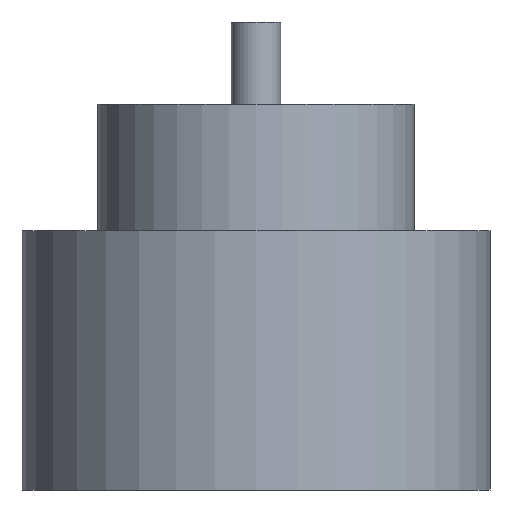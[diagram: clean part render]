
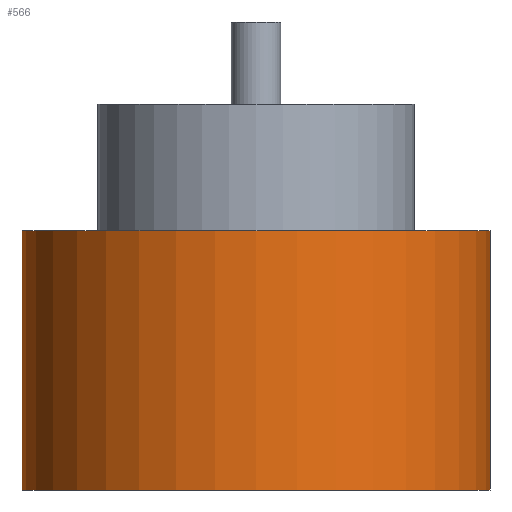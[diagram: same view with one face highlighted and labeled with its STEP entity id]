
A CAD part, front view. The second image highlights one B-rep face of the part: STEP entity #566.
In plain terms, the highlighted cylindrical face has radius 1.85 mm (diameter 3.7 mm), a partial arc.
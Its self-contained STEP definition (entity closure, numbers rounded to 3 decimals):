
#10 = ORIENTED_EDGE ( 'NONE', *, *, #432, .T. ) ;
#11 = VERTEX_POINT ( 'NONE', #319 ) ;
#30 = ORIENTED_EDGE ( 'NONE', *, *, #262, .F. ) ;
#48 = VECTOR ( 'NONE', #277, 1000. ) ;
#58 = CARTESIAN_POINT ( 'NONE',  ( 0., 0., -0.5 ) ) ;
#63 = AXIS2_PLACEMENT_3D ( 'NONE', #679, #739, #857 ) ;
#120 = CARTESIAN_POINT ( 'NONE',  ( 1.85, 0., -0.5 ) ) ;
#134 = DIRECTION ( 'NONE',  ( 1., 0., 0. ) ) ;
#164 = CARTESIAN_POINT ( 'NONE',  ( 1.85, 0., 2.55 ) ) ;
#178 = CARTESIAN_POINT ( 'NONE',  ( 1.85, 0., 1.55 ) ) ;
#202 = FACE_OUTER_BOUND ( 'NONE', #555, .T. ) ;
#223 = LINE ( 'NONE', #742, #48 ) ;
#244 = AXIS2_PLACEMENT_3D ( 'NONE', #806, #602, #134 ) ;
#262 = EDGE_CURVE ( 'NONE', #401, #304, #606, .T. ) ;
#277 = DIRECTION ( 'NONE',  ( 0., 0., -1. ) ) ;
#286 = VERTEX_POINT ( 'NONE', #715 ) ;
#304 = VERTEX_POINT ( 'NONE', #120 ) ;
#319 = CARTESIAN_POINT ( 'NONE',  ( -1.85, 0., -0.5 ) ) ;
#393 = DIRECTION ( 'NONE',  ( 0., 0., 1. ) ) ;
#401 = VERTEX_POINT ( 'NONE', #178 ) ;
#407 = CIRCLE ( 'NONE', #244, 1.85 ) ;
#432 = EDGE_CURVE ( 'NONE', #11, #304, #545, .T. ) ;
#501 = VECTOR ( 'NONE', #718, 1000. ) ;
#545 = CIRCLE ( 'NONE', #612, 1.85 ) ;
#555 = EDGE_LOOP ( 'NONE', ( #30, #623, #808, #10 ) ) ;
#556 = EDGE_CURVE ( 'NONE', #286, #401, #407, .T. ) ;
#566 = ADVANCED_FACE ( 'NONE', ( #202 ), #846, .T. ) ;
#602 = DIRECTION ( 'NONE',  ( 0., 0., 1. ) ) ;
#606 = LINE ( 'NONE', #164, #501 ) ;
#612 = AXIS2_PLACEMENT_3D ( 'NONE', #58, #393, #790 ) ;
#618 = EDGE_CURVE ( 'NONE', #286, #11, #223, .T. ) ;
#623 = ORIENTED_EDGE ( 'NONE', *, *, #556, .F. ) ;
#679 = CARTESIAN_POINT ( 'NONE',  ( 0., 0., 2.55 ) ) ;
#715 = CARTESIAN_POINT ( 'NONE',  ( -1.85, 0., 1.55 ) ) ;
#718 = DIRECTION ( 'NONE',  ( 0., 0., -1. ) ) ;
#739 = DIRECTION ( 'NONE',  ( 0., 0., -1. ) ) ;
#742 = CARTESIAN_POINT ( 'NONE',  ( -1.85, 0., 2.55 ) ) ;
#790 = DIRECTION ( 'NONE',  ( 1., 0., 0. ) ) ;
#806 = CARTESIAN_POINT ( 'NONE',  ( 0., 0., 1.55 ) ) ;
#808 = ORIENTED_EDGE ( 'NONE', *, *, #618, .T. ) ;
#846 = CYLINDRICAL_SURFACE ( 'NONE', #63, 1.85 ) ;
#857 = DIRECTION ( 'NONE',  ( -1., 0., 0. ) ) ;
